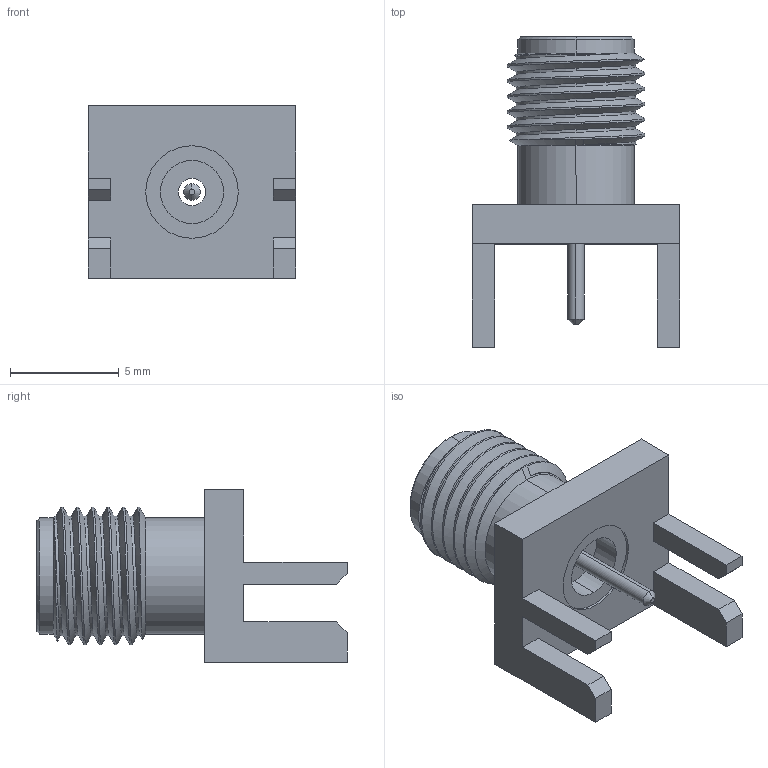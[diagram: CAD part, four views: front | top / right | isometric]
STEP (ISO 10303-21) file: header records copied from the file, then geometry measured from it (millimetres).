
FILE_DESCRIPTION (( 'STEP AP214' ), '1' );
FILE_NAME ('User Library-Johnson Components SMA - 50 Ohm Connectors 142-0701-801.STEP', '2012-03-31T11:43:30', ( 'sysAdmin' ), ( 'SolidWorks' ), 'SwSTEP 2.0', 'SolidWorks 2012', '' );
FILE_SCHEMA (( 'AUTOMOTIVE_DESIGN' ));
Length unit declared in the file: millimetre
Products named in the file (1): User Library-Johnson Components SMA - 50 Ohm Connectors 142-0701-801
Bounding box: 9.52 x 14.27 x 7.92 mm (x, y, z)
Volume: 307.7 mm3; surface area: 571.1 mm2
Topology: 2 solids, 2 shells, 83 faces, 216 edges, 141 vertices
Faces by surface type: cylinder 43, plane 30, cone 8, bspline 2
Entity records: 3156 total; most frequent: CARTESIAN_POINT 1183, ORIENTED_EDGE 432, DIRECTION 355, EDGE_CURVE 216, VERTEX_POINT 141, AXIS2_PLACEMENT_3D 120, LINE 115, VECTOR 115
